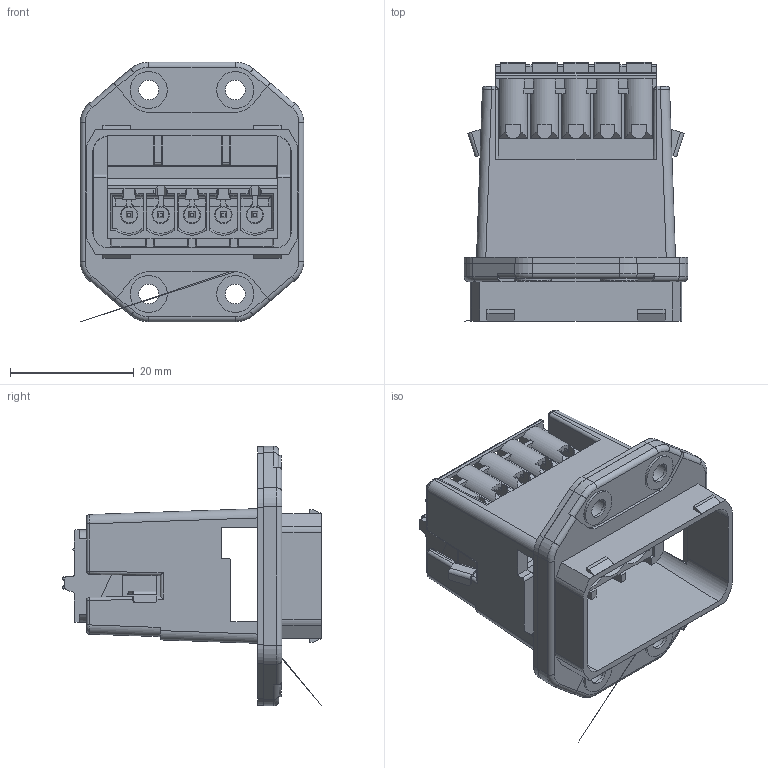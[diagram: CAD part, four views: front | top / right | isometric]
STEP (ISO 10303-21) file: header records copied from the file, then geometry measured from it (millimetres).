
FILE_DESCRIPTION(('Creo Elements/Direct Modeling STEP Export'),'2;1');
FILE_NAME('model.stp','2020-06-04T11:53:16',(''),(''),'Creo Elements/Direct Modeling STEP processor for AP214 (Solid Model)','Creo Elements/Direct Modeling 20.1A 29-Sep-2018 (C) Parametric Technology GmbH','');
FILE_SCHEMA(('AUTOMOTIVE_DESIGN { 1 0 10303 214 1 1 1 1 }'));
Length unit declared in the file: millimetre
Products named in the file (2): VS-PPC-F2-MSTB-MNNA-1R-SPSA5.1; VS-PPC-F2-MSTB-MNNA-1R-SPSA5
Assembly tree (1 placements, depth 2):
  VS-PPC-F2-MSTB-MNNA-1R-SPSA5
    VS-PPC-F2-MSTB-MNNA-1R-SPSA5.1
Bounding box: 36.2 x 41.87 x 42 mm (x, y, z)
Volume: 14025.4 mm3; surface area: 12626.8 mm2
Topology: 1 solids, 1 shells, 1093 faces, 3010 edges, 1916 vertices
Faces by surface type: plane 704, cylinder 317, cone 30, torus 22, bspline 12, sphere 8
Entity records: 43712 total; most frequent: CARTESIAN_POINT 7742, ORIENTED_EDGE 6004, DIRECTION 5410, EDGE_CURVE 3002, VECTOR 2000, LINE 2000, VERTEX_POINT 1916, AXIS2_PLACEMENT_3D 1705
